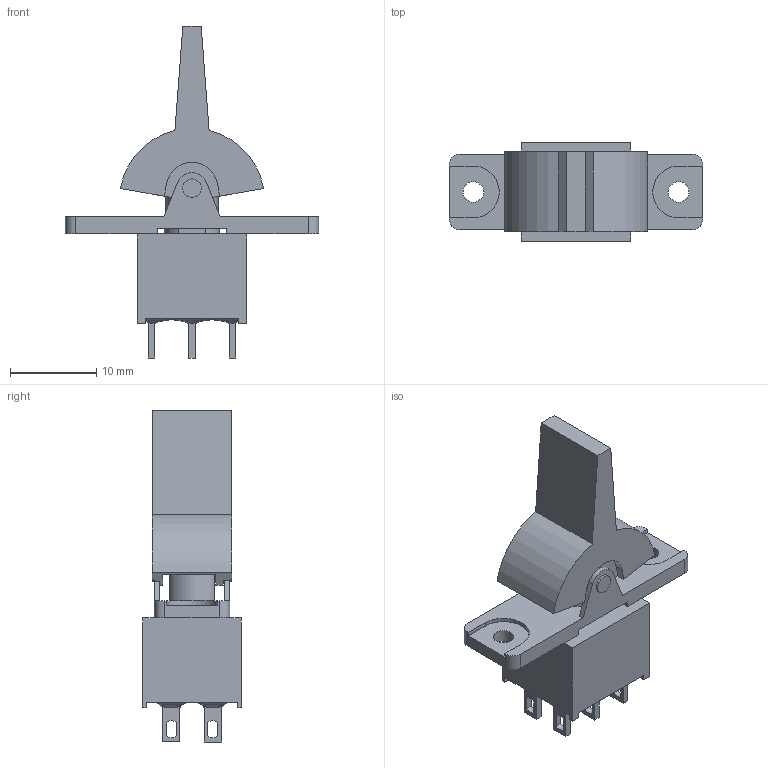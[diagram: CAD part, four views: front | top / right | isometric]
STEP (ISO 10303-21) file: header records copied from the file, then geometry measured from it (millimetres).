
FILE_DESCRIPTION((' '),'2;1');
FILE_NAME('300AWDPxR2xxxM1xE.stp','2017-07-25T15:06:39',(' '),(' '),' ','ACIS',' ');
FILE_SCHEMA(('CONFIG_CONTROL_DESIGN'));
Length unit declared in the file: inch
Products named in the file (1): 300AWDPxR2xxxM1xE.stp
Bounding box: 29.36 x 11.43 x 38.49 mm (x, y, z)
Volume: 2703.1 mm3; surface area: 2844.8 mm2
Topology: 1 solids, 1 shells, 174 faces, 525 edges, 357 vertices
Faces by surface type: plane 109, cylinder 49, bspline 16
Full cylindrical faces by diameter (mm): 2.15 x3, 2.39 x2
Entity records: 7923 total; most frequent: CARTESIAN_POINT 3067, ORIENTED_EDGE 1038, DIRECTION 923, EDGE_CURVE 519, VERTEX_POINT 356, VECTOR 337, LINE 337, AXIS2_PLACEMENT_3D 293
